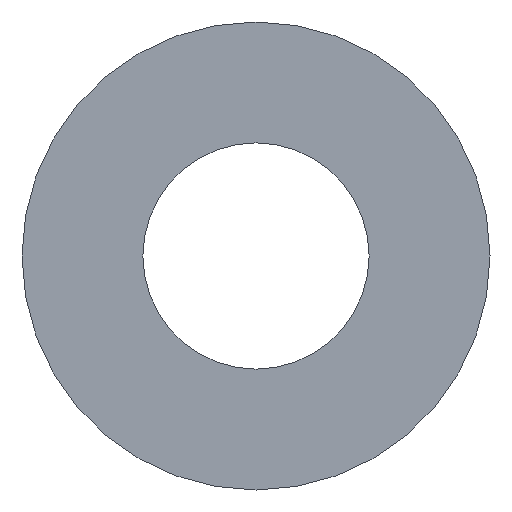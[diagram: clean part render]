
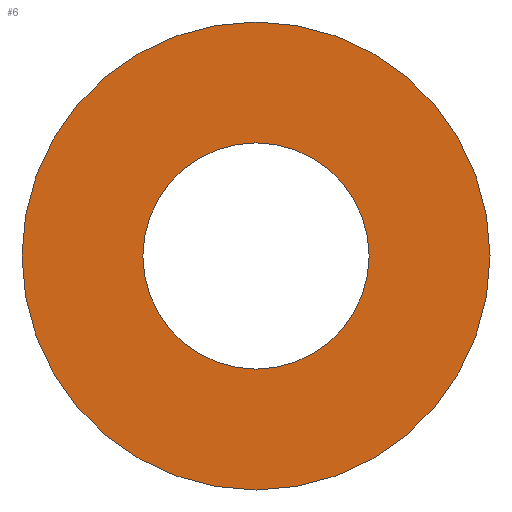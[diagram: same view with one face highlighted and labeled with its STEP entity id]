
A CAD part, front view. The second image highlights one B-rep face of the part: STEP entity #6.
In plain terms, the highlighted planar face has unit normal (0, -1, 0).
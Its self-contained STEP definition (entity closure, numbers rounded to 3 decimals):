
#1 = CARTESIAN_POINT ( 'NONE',  ( 0., 0., 0. ) ) ;
#5 = AXIS2_PLACEMENT_3D ( 'NONE', #138, #123, #55 ) ;
#6 = ADVANCED_FACE ( 'NONE', ( #179, #95 ), #88, .F. ) ;
#13 = EDGE_LOOP ( 'NONE', ( #133, #54 ) ) ;
#15 = DIRECTION ( 'NONE',  ( 0., 0., 1. ) ) ;
#16 = CIRCLE ( 'NONE', #214, 15. ) ;
#30 = CARTESIAN_POINT ( 'NONE',  ( 0., 0., 0. ) ) ;
#34 = VERTEX_POINT ( 'NONE', #64 ) ;
#54 = ORIENTED_EDGE ( 'NONE', *, *, #104, .T. ) ;
#55 = DIRECTION ( 'NONE',  ( 0., 0., 1. ) ) ;
#58 = DIRECTION ( 'NONE',  ( 0., 1., 0. ) ) ;
#64 = CARTESIAN_POINT ( 'NONE',  ( 0., 0., 7.25 ) ) ;
#74 = DIRECTION ( 'NONE',  ( 0., 0., 1. ) ) ;
#78 = EDGE_CURVE ( 'NONE', #34, #235, #110, .T. ) ;
#88 = PLANE ( 'NONE',  #233 ) ;
#95 = FACE_OUTER_BOUND ( 'NONE', #153, .T. ) ;
#96 = EDGE_CURVE ( 'NONE', #144, #229, #162, .T. ) ;
#104 = EDGE_CURVE ( 'NONE', #235, #34, #128, .T. ) ;
#110 = CIRCLE ( 'NONE', #199, 7.25 ) ;
#112 = DIRECTION ( 'NONE',  ( 0., 1., 0. ) ) ;
#123 = DIRECTION ( 'NONE',  ( 0., 1., 0. ) ) ;
#128 = CIRCLE ( 'NONE', #5, 7.25 ) ;
#131 = CARTESIAN_POINT ( 'NONE',  ( 0., 0., 0. ) ) ;
#133 = ORIENTED_EDGE ( 'NONE', *, *, #78, .T. ) ;
#136 = CARTESIAN_POINT ( 'NONE',  ( 0., 0., 0. ) ) ;
#137 = DIRECTION ( 'NONE',  ( 0., 0., 1. ) ) ;
#138 = CARTESIAN_POINT ( 'NONE',  ( 0., 0., 0. ) ) ;
#140 = CARTESIAN_POINT ( 'NONE',  ( 0., 0., -15. ) ) ;
#144 = VERTEX_POINT ( 'NONE', #140 ) ;
#148 = DIRECTION ( 'NONE',  ( 0., 0., 1. ) ) ;
#153 = EDGE_LOOP ( 'NONE', ( #168, #180 ) ) ;
#157 = CARTESIAN_POINT ( 'NONE',  ( 0., 0., -7.25 ) ) ;
#162 = CIRCLE ( 'NONE', #212, 15. ) ;
#164 = EDGE_CURVE ( 'NONE', #229, #144, #16, .T. ) ;
#168 = ORIENTED_EDGE ( 'NONE', *, *, #96, .F. ) ;
#179 = FACE_BOUND ( 'NONE', #13, .T. ) ;
#180 = ORIENTED_EDGE ( 'NONE', *, *, #164, .F. ) ;
#199 = AXIS2_PLACEMENT_3D ( 'NONE', #30, #202, #148 ) ;
#202 = DIRECTION ( 'NONE',  ( 0., 1., 0. ) ) ;
#212 = AXIS2_PLACEMENT_3D ( 'NONE', #136, #112, #74 ) ;
#214 = AXIS2_PLACEMENT_3D ( 'NONE', #1, #58, #137 ) ;
#217 = DIRECTION ( 'NONE',  ( 0., 1., 0. ) ) ;
#224 = CARTESIAN_POINT ( 'NONE',  ( 0., 0., 15. ) ) ;
#229 = VERTEX_POINT ( 'NONE', #224 ) ;
#233 = AXIS2_PLACEMENT_3D ( 'NONE', #131, #217, #15 ) ;
#235 = VERTEX_POINT ( 'NONE', #157 ) ;
